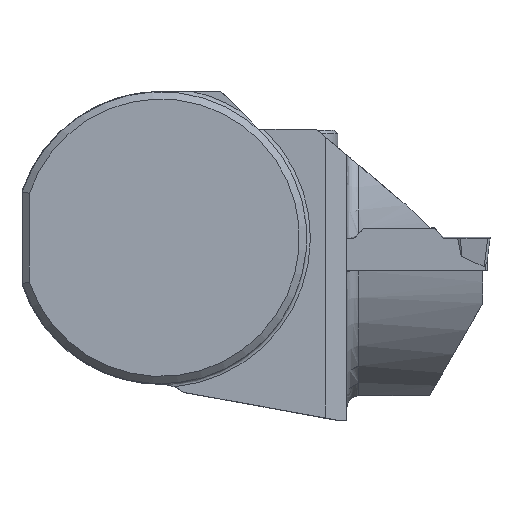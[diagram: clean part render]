
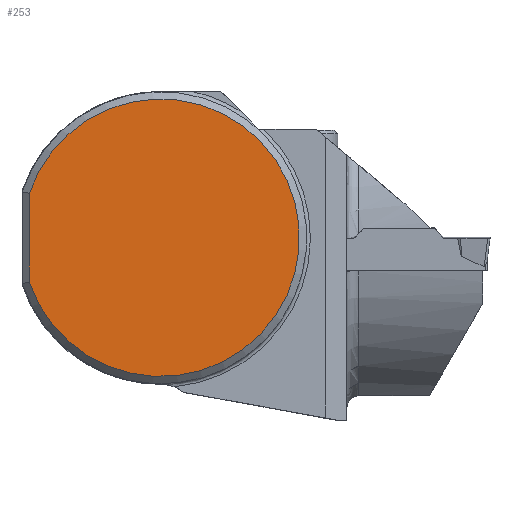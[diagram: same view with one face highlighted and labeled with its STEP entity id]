
A CAD part, top view. The second image highlights one B-rep face of the part: STEP entity #253.
In plain terms, the highlighted planar face has unit normal (0, 0, 1).
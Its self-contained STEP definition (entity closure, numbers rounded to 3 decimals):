
#142=FACE_OUTER_BOUND('',#385,.T.);
#221=CIRCLE('',#1681,19.);
#253=ADVANCED_FACE('',(#142),#326,.F.);
#326=PLANE('',#1682);
#385=EDGE_LOOP('',(#612,#613));
#612=ORIENTED_EDGE('',*,*,#1179,.F.);
#613=ORIENTED_EDGE('',*,*,#1180,.T.);
#1022=VERTEX_POINT('',#2465);
#1023=VERTEX_POINT('',#2466);
#1179=EDGE_CURVE('',#1022,#1023,#1354,.T.);
#1180=EDGE_CURVE('',#1022,#1023,#221,.T.);
#1354=LINE('',#2464,#1485);
#1485=VECTOR('',#1918,1.);
#1681=AXIS2_PLACEMENT_3D('',#2467,#1919,#1920);
#1682=AXIS2_PLACEMENT_3D('',#2468,#1921,#1922);
#1918=DIRECTION('',(0.,1.,0.));
#1919=DIRECTION('',(0.,0.,1.));
#1920=DIRECTION('',(1.,0.,0.));
#1921=DIRECTION('',(0.,0.,-1.));
#1922=DIRECTION('',(1.,0.,0.));
#2464=CARTESIAN_POINT('',(-18.,0.,0.325));
#2465=CARTESIAN_POINT('',(-18.,-6.083,0.325));
#2466=CARTESIAN_POINT('',(-18.,6.083,0.325));
#2467=CARTESIAN_POINT('',(0.,0.,0.325));
#2468=CARTESIAN_POINT('',(0.,0.,0.325));
